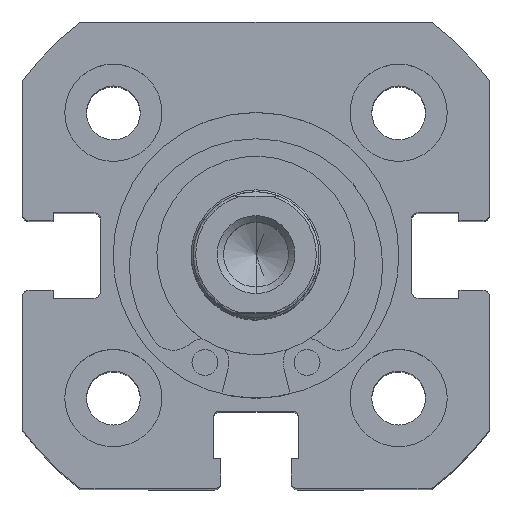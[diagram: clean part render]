
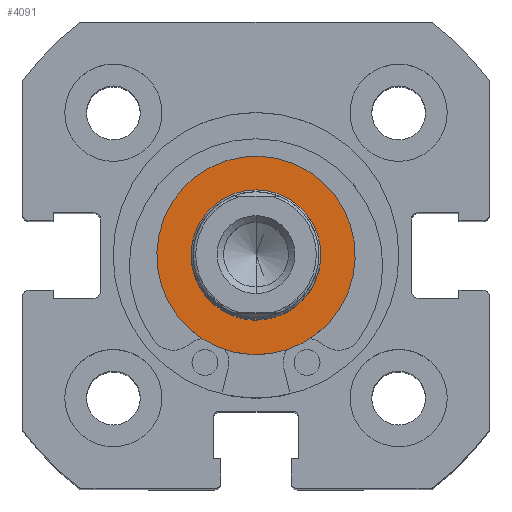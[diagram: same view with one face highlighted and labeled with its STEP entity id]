
A CAD part, top view. The second image highlights one B-rep face of the part: STEP entity #4091.
In plain terms, the highlighted face is planar.
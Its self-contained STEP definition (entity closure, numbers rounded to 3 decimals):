
#27 = EDGE_CURVE ( 'NONE', #491, #612, #2731, .T. ) ;
#41 = EDGE_CURVE ( 'NONE', #612, #491, #2735, .T. ) ;
#45 = EDGE_CURVE ( 'NONE', #611, #597, #2601, .T. ) ;
#202 = DIRECTION ( 'NONE',  ( -1., 0., 0. ) ) ;
#238 = DIRECTION ( 'NONE',  ( -1., 0., 0. ) ) ;
#239 = CARTESIAN_POINT ( 'NONE',  ( 0., 0., -7.65 ) ) ;
#240 = CARTESIAN_POINT ( 'NONE',  ( 0., 0., 5. ) ) ;
#262 = CARTESIAN_POINT ( 'NONE',  ( 0., 0., -5. ) ) ;
#468 = CARTESIAN_POINT ( 'NONE',  ( 0., 0., 7.65 ) ) ;
#491 = VERTEX_POINT ( 'NONE', #468 ) ;
#563 = CARTESIAN_POINT ( 'NONE',  ( 0., 0., 0. ) ) ;
#565 = DIRECTION ( 'NONE',  ( 0., 0., 1. ) ) ;
#573 = DIRECTION ( 'NONE',  ( 0., 0., 1. ) ) ;
#586 = CARTESIAN_POINT ( 'NONE',  ( 0., 0., 0. ) ) ;
#597 = VERTEX_POINT ( 'NONE', #262 ) ;
#611 = VERTEX_POINT ( 'NONE', #240 ) ;
#612 = VERTEX_POINT ( 'NONE', #239 ) ;
#616 = DIRECTION ( 'NONE',  ( 0., 0., 1. ) ) ;
#617 = DIRECTION ( 'NONE',  ( -1., 0., 0. ) ) ;
#618 = CARTESIAN_POINT ( 'NONE',  ( 0., 0., 0. ) ) ;
#989 = CIRCLE ( 'NONE', #3591, 5. ) ;
#1376 = FACE_BOUND ( 'NONE', #2599, .T. ) ;
#1382 = FACE_OUTER_BOUND ( 'NONE', #2585, .T. ) ;
#2070 = CARTESIAN_POINT ( 'NONE',  ( 0., 7.65, 0. ) ) ;
#2071 = PLANE ( 'NONE',  #3773 ) ;
#2072 = DIRECTION ( 'NONE',  ( 1., 0., 0. ) ) ;
#2073 = DIRECTION ( 'NONE',  ( 0., 0., -1. ) ) ;
#2585 = EDGE_LOOP ( 'NONE', ( #2635, #2588 ) ) ;
#2588 = ORIENTED_EDGE ( 'NONE', *, *, #41, .T. ) ;
#2599 = EDGE_LOOP ( 'NONE', ( #2796, #3263 ) ) ;
#2601 = CIRCLE ( 'NONE', #3416, 5. ) ;
#2635 = ORIENTED_EDGE ( 'NONE', *, *, #27, .T. ) ;
#2731 = CIRCLE ( 'NONE', #3412, 7.65 ) ;
#2735 = CIRCLE ( 'NONE', #3421, 7.65 ) ;
#2796 = ORIENTED_EDGE ( 'NONE', *, *, #45, .F. ) ;
#3263 = ORIENTED_EDGE ( 'NONE', *, *, #3341, .F. ) ;
#3341 = EDGE_CURVE ( 'NONE', #597, #611, #989, .T. ) ;
#3412 = AXIS2_PLACEMENT_3D ( 'NONE', #618, #617, #616 ) ;
#3416 = AXIS2_PLACEMENT_3D ( 'NONE', #563, #202, #565 ) ;
#3421 = AXIS2_PLACEMENT_3D ( 'NONE', #586, #238, #573 ) ;
#3591 = AXIS2_PLACEMENT_3D ( 'NONE', #5951, #5960, #5961 ) ;
#3773 = AXIS2_PLACEMENT_3D ( 'NONE', #2070, #2072, #2073 ) ;
#4091 = ADVANCED_FACE ( 'NONE', ( #1376, #1382 ), #2071, .F. ) ;
#5951 = CARTESIAN_POINT ( 'NONE',  ( 0., 0., 0. ) ) ;
#5960 = DIRECTION ( 'NONE',  ( -1., 0., 0. ) ) ;
#5961 = DIRECTION ( 'NONE',  ( 0., 0., 1. ) ) ;
